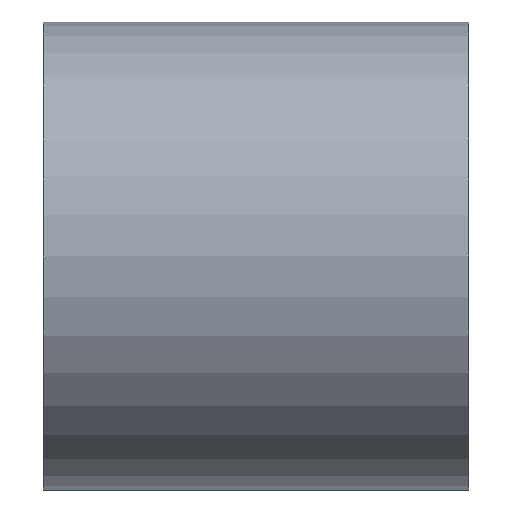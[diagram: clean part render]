
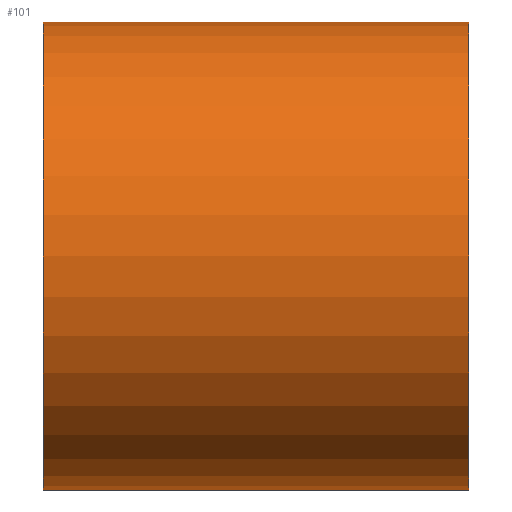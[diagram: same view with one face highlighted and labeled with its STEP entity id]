
A CAD part, left-side view. The second image highlights one B-rep face of the part: STEP entity #101.
In plain terms, the highlighted cylindrical face has radius 11 mm (diameter 22 mm), a partial arc.
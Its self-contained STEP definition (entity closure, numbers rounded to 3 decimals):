
#101 = ADVANCED_FACE ( 'NONE', ( #876 ), #866, .T. ) ;
#102 = ORIENTED_EDGE ( 'NONE', *, *, #393, .T. ) ;
#103 = EDGE_LOOP ( 'NONE', ( #104, #102, #342, #332 ) ) ;
#104 = ORIENTED_EDGE ( 'NONE', *, *, #237, .F. ) ;
#221 = VERTEX_POINT ( 'NONE', #1061 ) ;
#234 = VERTEX_POINT ( 'NONE', #1046 ) ;
#235 = VERTEX_POINT ( 'NONE', #1045 ) ;
#237 = EDGE_CURVE ( 'NONE', #235, #238, #1044, .T. ) ;
#238 = VERTEX_POINT ( 'NONE', #1091 ) ;
#306 = EDGE_CURVE ( 'NONE', #234, #221, #1171, .T. ) ;
#332 = ORIENTED_EDGE ( 'NONE', *, *, #333, .T. ) ;
#333 = EDGE_CURVE ( 'NONE', #221, #238, #1764, .T. ) ;
#342 = ORIENTED_EDGE ( 'NONE', *, *, #306, .T. ) ;
#393 = EDGE_CURVE ( 'NONE', #235, #234, #2426, .T. ) ;
#866 = CYLINDRICAL_SURFACE ( 'NONE', #868, 11. ) ;
#867 = DIRECTION ( 'NONE',  ( 0., 1., 0. ) ) ;
#868 = AXIS2_PLACEMENT_3D ( 'NONE', #897, #867, #869 ) ;
#869 = DIRECTION ( 'NONE',  ( 0., 0., 1. ) ) ;
#876 = FACE_OUTER_BOUND ( 'NONE', #103, .T. ) ;
#897 = CARTESIAN_POINT ( 'NONE',  ( 0., 13.586, 0. ) ) ;
#927 = VECTOR ( 'NONE', #930, 1000. ) ;
#930 = DIRECTION ( 'NONE',  ( 0., 1., 0. ) ) ;
#1043 = CARTESIAN_POINT ( 'NONE',  ( 0., 13.586, -11. ) ) ;
#1044 = LINE ( 'NONE', #1043, #927 ) ;
#1045 = CARTESIAN_POINT ( 'NONE',  ( 0., -10., -11. ) ) ;
#1046 = CARTESIAN_POINT ( 'NONE',  ( 0., -10., 11. ) ) ;
#1061 = CARTESIAN_POINT ( 'NONE',  ( 0., 10., 11. ) ) ;
#1091 = CARTESIAN_POINT ( 'NONE',  ( 0., 10., -11. ) ) ;
#1168 = DIRECTION ( 'NONE',  ( 0., 1., 0. ) ) ;
#1169 = VECTOR ( 'NONE', #1168, 1000. ) ;
#1170 = CARTESIAN_POINT ( 'NONE',  ( 0., 13.586, 11. ) ) ;
#1171 = LINE ( 'NONE', #1170, #1169 ) ;
#1763 = CARTESIAN_POINT ( 'NONE',  ( 0., 10., 0. ) ) ;
#1764 = CIRCLE ( 'NONE', #1798, 11. ) ;
#1796 = DIRECTION ( 'NONE',  ( 0., 0., -1. ) ) ;
#1797 = DIRECTION ( 'NONE',  ( 0., -1., 0. ) ) ;
#1798 = AXIS2_PLACEMENT_3D ( 'NONE', #1763, #1797, #1796 ) ;
#2423 = DIRECTION ( 'NONE',  ( 0., 0., 1. ) ) ;
#2424 = DIRECTION ( 'NONE',  ( 0., 1., 0. ) ) ;
#2425 = AXIS2_PLACEMENT_3D ( 'NONE', #2442, #2424, #2423 ) ;
#2426 = CIRCLE ( 'NONE', #2425, 11. ) ;
#2442 = CARTESIAN_POINT ( 'NONE',  ( 0., -10., 0. ) ) ;
